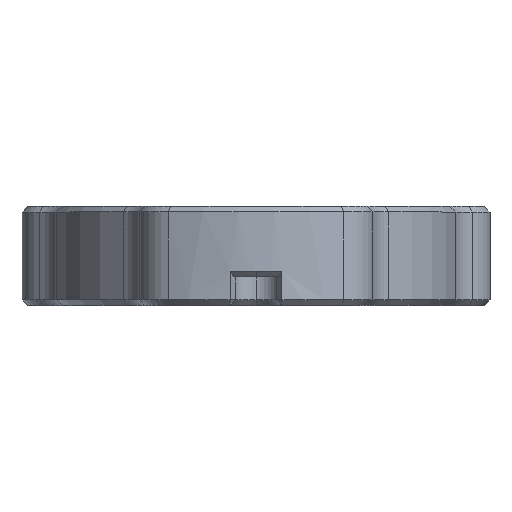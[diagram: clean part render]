
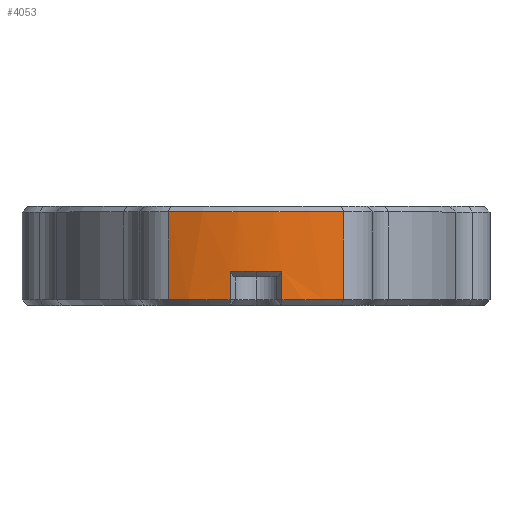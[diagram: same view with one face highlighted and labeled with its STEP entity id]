
A CAD part, top view. The second image highlights one B-rep face of the part: STEP entity #4053.
In plain terms, the highlighted cylindrical face has radius 25 mm (diameter 50 mm), a partial arc.
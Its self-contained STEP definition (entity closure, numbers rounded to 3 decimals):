
#190 = LINE ( 'NONE', #1997, #5997 ) ;
#295 = VERTEX_POINT ( 'NONE', #1058 ) ;
#300 = VECTOR ( 'NONE', #1245, 1000. ) ;
#345 = ORIENTED_EDGE ( 'NONE', *, *, #2908, .T. ) ;
#349 = AXIS2_PLACEMENT_3D ( 'NONE', #398, #4067, #5042 ) ;
#391 = CIRCLE ( 'NONE', #3792, 25. ) ;
#398 = CARTESIAN_POINT ( 'NONE',  ( 0., -0.4, 0. ) ) ;
#431 = VERTEX_POINT ( 'NONE', #4682 ) ;
#462 = ORIENTED_EDGE ( 'NONE', *, *, #4414, .T. ) ;
#660 = DIRECTION ( 'NONE',  ( 0., 0., -1. ) ) ;
#693 = DIRECTION ( 'NONE',  ( 0., -1., 0. ) ) ;
#782 = ORIENTED_EDGE ( 'NONE', *, *, #858, .T. ) ;
#803 = VERTEX_POINT ( 'NONE', #3722 ) ;
#858 = EDGE_CURVE ( 'NONE', #2176, #968, #190, .T. ) ;
#968 = VERTEX_POINT ( 'NONE', #5446 ) ;
#1058 = CARTESIAN_POINT ( 'NONE',  ( 2.75, 2.6, 24.848 ) ) ;
#1096 = DIRECTION ( 'NONE',  ( 0., 1., 0. ) ) ;
#1097 = CARTESIAN_POINT ( 'NONE',  ( 9.281, -0.4, 23.213 ) ) ;
#1245 = DIRECTION ( 'NONE',  ( 0., -1., 0. ) ) ;
#1254 = ORIENTED_EDGE ( 'NONE', *, *, #1321, .T. ) ;
#1321 = EDGE_CURVE ( 'NONE', #4510, #803, #391, .T. ) ;
#1594 = CARTESIAN_POINT ( 'NONE',  ( -9.281, 9.5, 23.213 ) ) ;
#1709 = EDGE_LOOP ( 'NONE', ( #782, #3869, #5023, #462, #345, #1254, #3202, #3136, #3084 ) ) ;
#1798 = AXIS2_PLACEMENT_3D ( 'NONE', #2584, #3317, #3045 ) ;
#1850 = EDGE_CURVE ( 'NONE', #295, #3721, #4453, .T. ) ;
#1855 = EDGE_CURVE ( 'NONE', #968, #431, #2917, .T. ) ;
#1959 = CARTESIAN_POINT ( 'NONE',  ( 0., 2.6, 0. ) ) ;
#1997 = CARTESIAN_POINT ( 'NONE',  ( 9.281, 9.5, 23.213 ) ) ;
#2045 = FACE_OUTER_BOUND ( 'NONE', #1709, .T. ) ;
#2176 = VERTEX_POINT ( 'NONE', #1097 ) ;
#2178 = LINE ( 'NONE', #1594, #4731 ) ;
#2286 = CARTESIAN_POINT ( 'NONE',  ( 0., -0.4, 0. ) ) ;
#2291 = CIRCLE ( 'NONE', #3339, 25. ) ;
#2487 = CARTESIAN_POINT ( 'NONE',  ( 2.75, -0.4, 24.848 ) ) ;
#2495 = CARTESIAN_POINT ( 'NONE',  ( 0., 9.5, 0. ) ) ;
#2553 = CARTESIAN_POINT ( 'NONE',  ( 2.75, 9.5, 24.848 ) ) ;
#2576 = CIRCLE ( 'NONE', #349, 25. ) ;
#2584 = CARTESIAN_POINT ( 'NONE',  ( 0., 2.6, 0. ) ) ;
#2647 = DIRECTION ( 'NONE',  ( 0., 0., -1. ) ) ;
#2770 = EDGE_CURVE ( 'NONE', #803, #295, #4420, .T. ) ;
#2908 = EDGE_CURVE ( 'NONE', #3043, #4510, #4572, .T. ) ;
#2917 = CIRCLE ( 'NONE', #3707, 25. ) ;
#2926 = EDGE_CURVE ( 'NONE', #3721, #2176, #2291, .T. ) ;
#3043 = VERTEX_POINT ( 'NONE', #5996 ) ;
#3045 = DIRECTION ( 'NONE',  ( 0., 0., -1. ) ) ;
#3083 = CARTESIAN_POINT ( 'NONE',  ( 0., 8.9, 0. ) ) ;
#3084 = ORIENTED_EDGE ( 'NONE', *, *, #2926, .T. ) ;
#3109 = DIRECTION ( 'NONE',  ( 0., 0., 1. ) ) ;
#3136 = ORIENTED_EDGE ( 'NONE', *, *, #1850, .T. ) ;
#3175 = AXIS2_PLACEMENT_3D ( 'NONE', #2495, #693, #660 ) ;
#3189 = DIRECTION ( 'NONE',  ( 0., 1., 0. ) ) ;
#3202 = ORIENTED_EDGE ( 'NONE', *, *, #2770, .T. ) ;
#3317 = DIRECTION ( 'NONE',  ( 0., 1., 0. ) ) ;
#3339 = AXIS2_PLACEMENT_3D ( 'NONE', #2286, #3189, #2647 ) ;
#3707 = AXIS2_PLACEMENT_3D ( 'NONE', #3083, #3926, #3109 ) ;
#3721 = VERTEX_POINT ( 'NONE', #2487 ) ;
#3722 = CARTESIAN_POINT ( 'NONE',  ( 0., 2.6, 25. ) ) ;
#3792 = AXIS2_PLACEMENT_3D ( 'NONE', #1959, #4335, #5283 ) ;
#3865 = EDGE_CURVE ( 'NONE', #431, #5830, #2178, .T. ) ;
#3869 = ORIENTED_EDGE ( 'NONE', *, *, #1855, .T. ) ;
#3926 = DIRECTION ( 'NONE',  ( 0., -1., 0. ) ) ;
#3945 = DIRECTION ( 'NONE',  ( 0., -1., 0. ) ) ;
#4053 = ADVANCED_FACE ( 'NONE', ( #2045 ), #4886, .T. ) ;
#4067 = DIRECTION ( 'NONE',  ( 0., 1., 0. ) ) ;
#4335 = DIRECTION ( 'NONE',  ( 0., 1., 0. ) ) ;
#4414 = EDGE_CURVE ( 'NONE', #5830, #3043, #2576, .T. ) ;
#4420 = CIRCLE ( 'NONE', #1798, 25. ) ;
#4453 = LINE ( 'NONE', #2553, #300 ) ;
#4510 = VERTEX_POINT ( 'NONE', #4578 ) ;
#4572 = LINE ( 'NONE', #5429, #4712 ) ;
#4578 = CARTESIAN_POINT ( 'NONE',  ( -2.75, 2.6, 24.848 ) ) ;
#4682 = CARTESIAN_POINT ( 'NONE',  ( -9.281, 8.9, 23.213 ) ) ;
#4712 = VECTOR ( 'NONE', #5494, 1000. ) ;
#4731 = VECTOR ( 'NONE', #3945, 1000. ) ;
#4886 = CYLINDRICAL_SURFACE ( 'NONE', #3175, 25. ) ;
#5023 = ORIENTED_EDGE ( 'NONE', *, *, #3865, .T. ) ;
#5042 = DIRECTION ( 'NONE',  ( 0., 0., -1. ) ) ;
#5283 = DIRECTION ( 'NONE',  ( 0., 0., -1. ) ) ;
#5429 = CARTESIAN_POINT ( 'NONE',  ( -2.75, 9.5, 24.848 ) ) ;
#5446 = CARTESIAN_POINT ( 'NONE',  ( 9.281, 8.9, 23.213 ) ) ;
#5494 = DIRECTION ( 'NONE',  ( 0., 1., 0. ) ) ;
#5498 = CARTESIAN_POINT ( 'NONE',  ( -9.281, -0.4, 23.213 ) ) ;
#5830 = VERTEX_POINT ( 'NONE', #5498 ) ;
#5996 = CARTESIAN_POINT ( 'NONE',  ( -2.75, -0.4, 24.848 ) ) ;
#5997 = VECTOR ( 'NONE', #1096, 1000. ) ;
